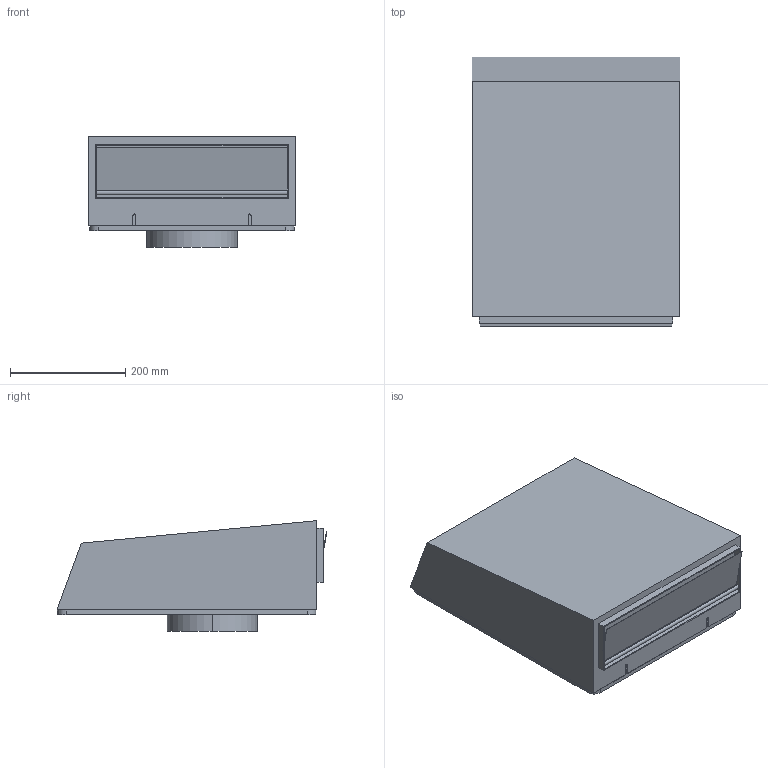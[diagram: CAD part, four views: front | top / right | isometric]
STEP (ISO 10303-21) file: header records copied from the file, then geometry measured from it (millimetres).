
FILE_DESCRIPTION (( 'STEP AP203' ), '1' );
FILE_NAME ('EXT 160 B.STEP', '2022-03-21T07:51:39', ( '' ), ( '' ), 'SwSTEP 2.0', 'SolidWorks 2018', '' );
FILE_SCHEMA (( 'CONFIG_CONTROL_DESIGN' ));
Length unit declared in the file: millimetre
Products named in the file (1): EXT 160 B
Bounding box: 361 x 468.9 x 192.2 mm (x, y, z)
Volume: 21840783.7 mm3; surface area: 847647 mm2
Topology: 6 solids, 6 shells, 85 faces, 184 edges, 112 vertices
Faces by surface type: plane 62, cylinder 23
Entity records: 2343 total; most frequent: DIRECTION 402, CARTESIAN_POINT 382, ORIENTED_EDGE 368, EDGE_CURVE 184, LINE 138, VECTOR 138, AXIS2_PLACEMENT_3D 132, VERTEX_POINT 112
